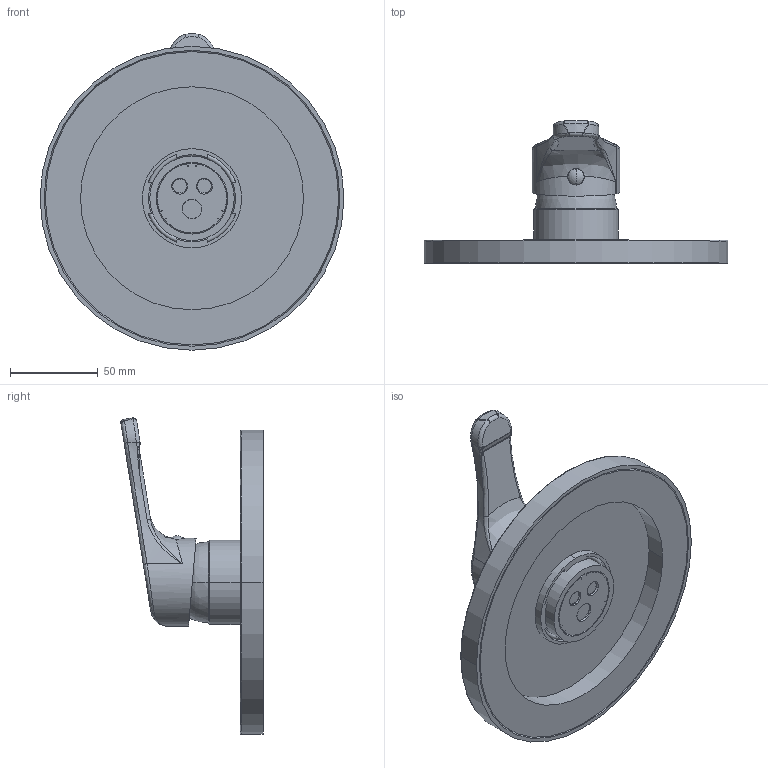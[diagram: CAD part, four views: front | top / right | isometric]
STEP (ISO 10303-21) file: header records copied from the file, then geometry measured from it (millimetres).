
FILE_DESCRIPTION((''),'2;1');
FILE_NAME('NTBOX010CR','2021-11-10T13:39:01',('ut3'),('PAFFONI SpA'),'CREO PARAMETRIC BY PTC INC, 2020044','CREO PARAMETRIC BY PTC INC, 2020044','');
FILE_SCHEMA(('CONFIG_CONTROL_DESIGN','SHAPE_APPEARANCE_LAYERS_GROUPS'));
Length unit declared in the file: millimetre
Products named in the file (1): NTBOX010CR
Bounding box: 173 x 80.94 x 180.15 mm (x, y, z)
Volume: 242183.9 mm3; surface area: 109513.7 mm2
Topology: 2 solids, 2 shells, 920 faces, 2496 edges, 1579 vertices
Faces by surface type: plane 505, cylinder 248, torus 75, bspline 41, cone 38, sphere 13
Entity records: 41868 total; most frequent: CARTESIAN_POINT 12686, ORIENTED_EDGE 4972, DIRECTION 4482, EDGE_CURVE 2486, VERTEX_POINT 1579, AXIS2_PLACEMENT_3D 1568, VECTOR 1346, LINE 1346
